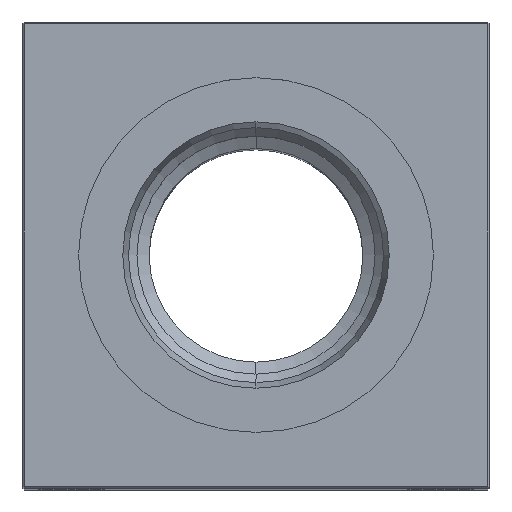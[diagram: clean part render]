
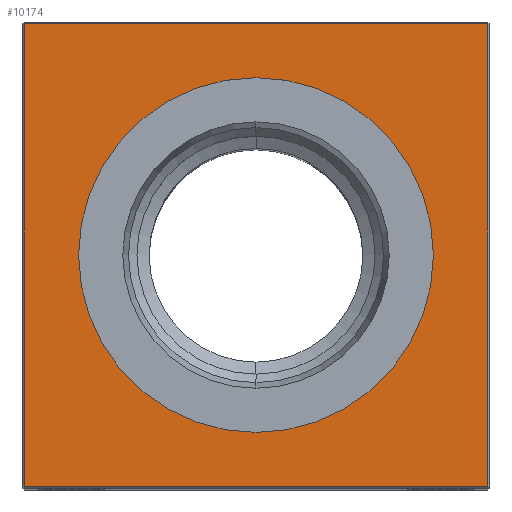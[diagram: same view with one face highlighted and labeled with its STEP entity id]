
A CAD part, top view. The second image highlights one B-rep face of the part: STEP entity #10174.
In plain terms, the highlighted planar face has unit normal (0, 0, 1).
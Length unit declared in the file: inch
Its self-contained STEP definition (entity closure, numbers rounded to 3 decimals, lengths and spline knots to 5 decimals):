
#396 = DIRECTION ( 'NONE',  ( -1., 0., 0. ) ) ;
#654 = CARTESIAN_POINT ( 'NONE',  ( 0., 0., 7. ) ) ;
#2433 = DIRECTION ( 'NONE',  ( 0., 0., -1. ) ) ;
#2609 = FACE_OUTER_BOUND ( 'NONE', #6045, .T. ) ;
#2818 = VERTEX_POINT ( 'NONE', #17219 ) ;
#2873 = VECTOR ( 'NONE', #396, 39.37008 ) ;
#2883 = VECTOR ( 'NONE', #13420, 39.37008 ) ;
#2889 = VERTEX_POINT ( 'NONE', #11457 ) ;
#2987 = VERTEX_POINT ( 'NONE', #22019 ) ;
#3262 = DIRECTION ( 'NONE',  ( -1., 0., 0. ) ) ;
#3728 = ORIENTED_EDGE ( 'NONE', *, *, #13336, .T. ) ;
#3977 = AXIS2_PLACEMENT_3D ( 'NONE', #22263, #2433, #4396 ) ;
#4396 = DIRECTION ( 'NONE',  ( -1., 0., 0. ) ) ;
#4945 = VECTOR ( 'NONE', #16581, 39.37008 ) ;
#5541 = EDGE_CURVE ( 'NONE', #18083, #2987, #7042, .T. ) ;
#6045 = EDGE_LOOP ( 'NONE', ( #10971, #19030, #15522, #21339 ) ) ;
#7042 = LINE ( 'NONE', #9252, #2883 ) ;
#8085 = CARTESIAN_POINT ( 'NONE',  ( -1.49, 0., 7. ) ) ;
#8519 = EDGE_CURVE ( 'NONE', #2818, #2889, #11870, .T. ) ;
#8592 = DIRECTION ( 'NONE',  ( 0., 0., -1. ) ) ;
#8610 = LINE ( 'NONE', #12262, #4945 ) ;
#9252 = CARTESIAN_POINT ( 'NONE',  ( 0., -1.49, 7. ) ) ;
#9464 = CIRCLE ( 'NONE', #21573, 1.14173 ) ;
#9912 = DIRECTION ( 'NONE',  ( 0., -1., 0. ) ) ;
#10174 = ADVANCED_FACE ( 'NONE', ( #2609, #10548 ), #18522, .F. ) ;
#10295 = LINE ( 'NONE', #8085, #13270 ) ;
#10548 = FACE_BOUND ( 'NONE', #15589, .T. ) ;
#10863 = DIRECTION ( 'NONE',  ( 0., 0., -1. ) ) ;
#10971 = ORIENTED_EDGE ( 'NONE', *, *, #17405, .T. ) ;
#11127 = DIRECTION ( 'NONE',  ( -1., 0., 0. ) ) ;
#11457 = CARTESIAN_POINT ( 'NONE',  ( 0., -1.14173, 7. ) ) ;
#11665 = VERTEX_POINT ( 'NONE', #24487 ) ;
#11870 = CIRCLE ( 'NONE', #3977, 1.14173 ) ;
#12187 = CARTESIAN_POINT ( 'NONE',  ( -1.49, -1.49, 7. ) ) ;
#12262 = CARTESIAN_POINT ( 'NONE',  ( 1.49, 0., 7. ) ) ;
#13270 = VECTOR ( 'NONE', #9912, 39.37008 ) ;
#13336 = EDGE_CURVE ( 'NONE', #2889, #2818, #9464, .T. ) ;
#13420 = DIRECTION ( 'NONE',  ( 1., 0., 0. ) ) ;
#15522 = ORIENTED_EDGE ( 'NONE', *, *, #19466, .T. ) ;
#15589 = EDGE_LOOP ( 'NONE', ( #20651, #3728 ) ) ;
#16581 = DIRECTION ( 'NONE',  ( 0., 1., 0. ) ) ;
#16849 = EDGE_CURVE ( 'NONE', #11665, #23819, #22698, .T. ) ;
#17219 = CARTESIAN_POINT ( 'NONE',  ( 0., 1.14173, 7. ) ) ;
#17405 = EDGE_CURVE ( 'NONE', #23819, #18083, #10295, .T. ) ;
#18083 = VERTEX_POINT ( 'NONE', #12187 ) ;
#18522 = PLANE ( 'NONE',  #23592 ) ;
#18785 = CARTESIAN_POINT ( 'NONE',  ( 0., 1.49, 7. ) ) ;
#19030 = ORIENTED_EDGE ( 'NONE', *, *, #5541, .T. ) ;
#19466 = EDGE_CURVE ( 'NONE', #2987, #11665, #8610, .T. ) ;
#20651 = ORIENTED_EDGE ( 'NONE', *, *, #8519, .T. ) ;
#21246 = CARTESIAN_POINT ( 'NONE',  ( -1.49, 1.49, 7. ) ) ;
#21339 = ORIENTED_EDGE ( 'NONE', *, *, #16849, .T. ) ;
#21573 = AXIS2_PLACEMENT_3D ( 'NONE', #24714, #10863, #11127 ) ;
#22019 = CARTESIAN_POINT ( 'NONE',  ( 1.49, -1.49, 7. ) ) ;
#22263 = CARTESIAN_POINT ( 'NONE',  ( 0., 0., 7. ) ) ;
#22698 = LINE ( 'NONE', #18785, #2873 ) ;
#23592 = AXIS2_PLACEMENT_3D ( 'NONE', #654, #8592, #3262 ) ;
#23819 = VERTEX_POINT ( 'NONE', #21246 ) ;
#24487 = CARTESIAN_POINT ( 'NONE',  ( 1.49, 1.49, 7. ) ) ;
#24714 = CARTESIAN_POINT ( 'NONE',  ( 0., 0., 7. ) ) ;
